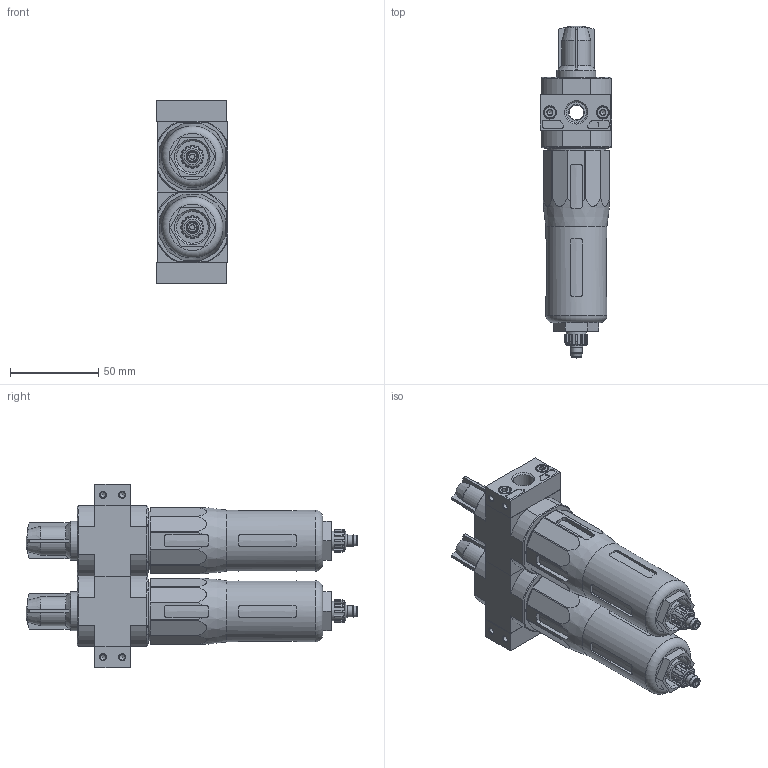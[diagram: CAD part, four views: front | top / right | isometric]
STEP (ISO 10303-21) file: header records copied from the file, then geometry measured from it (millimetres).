
FILE_DESCRIPTION(/* description */ ('STEP AP214'),/* implementation_level */ '2;1');
FILE_NAME(/* name */ '532864_LFMBA-1_4-D-MINI-DA',/* time_stamp */ '2024-09-03T16:26:19+02:00',/* author */ ('License CC BY-ND 4.0'),/* organization */ ('CADENAS'),/* preprocessor_version */ 'ST-DEVELOPER v19.3',/* originating_system */ 'PARTsolutions',/* authorisation */ ' ');
FILE_SCHEMA (('AUTOMOTIVE_DESIGN {1 0 10303 214 3 1 1}'));
Length unit declared in the file: millimetre
Products named in the file (9): 532864 LFMBA-1/4-D-MINI-DA; 380289 PBL-1/4-D-MINI-L---(1) p1; DIN-912 - M4x16(F); 380291 PBL-1/4-D-MINI-R---(0) p1; 670981 LFMB-D-MINI-DA; 648415 LF; 359787 LF-D-MINI; 670975 LFMA-D-MINI-DA; 355622 FRB-D-MINI
Assembly tree (14 placements, depth 2):
  532864 LFMBA-1/4-D-MINI-DA
    380289 PBL-1/4-D-MINI-L---(1) p1
    DIN-912 - M4x16(F)  x4
    380291 PBL-1/4-D-MINI-R---(0) p1
    670981 LFMB-D-MINI-DA
    648415 LF  x2
    359787 LF-D-MINI  x2
    670975 LFMA-D-MINI-DA
    355622 FRB-D-MINI  x2
Bounding box: 40.4 x 188 x 104 mm (x, y, z)
Volume: 339576.4 mm3; surface area: 69912.7 mm2
Topology: 14 solids, 14 shells, 802 faces, 1974 edges, 1256 vertices
Faces by surface type: plane 397, cylinder 234, cone 145, torus 24, sphere 2
Full cylindrical faces by diameter (mm): 2.9 x2, 3 x2, 3.242 x10, 4 x6, 5.2 x6, 5.6 x2, 6 x2, 6.3 x4, 6.4 x2, 6.5 x2, 6.8 x2, 7 x4, 7.1 x2, 9 x2, 11 x2, 11.2 x2, 11.445 x2, 12.2 x2, 12.6 x2, 15.9 x3, 18 x2, 22 x2, 22.2 x2, 34.7 x2, 36 x2, 37 x2
Entity records: 21441 total; most frequent: CARTESIAN_POINT 4240, DIRECTION 2880, ORIENTED_EDGE 2864, EDGE_CURVE 1432, AXIS2_PLACEMENT_3D 1124, VERTEX_POINT 998, FACE_BOUND 814, EDGE_LOOP 806
